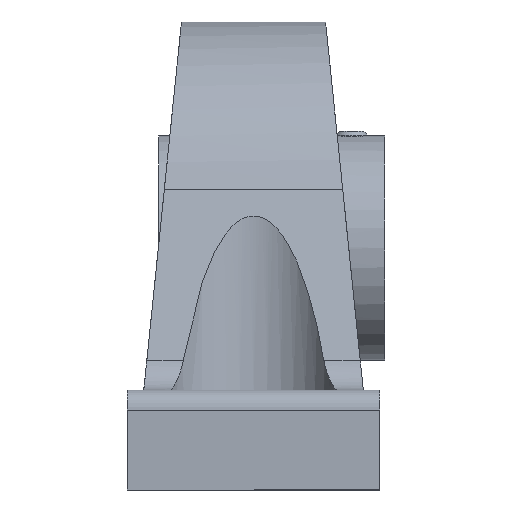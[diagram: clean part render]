
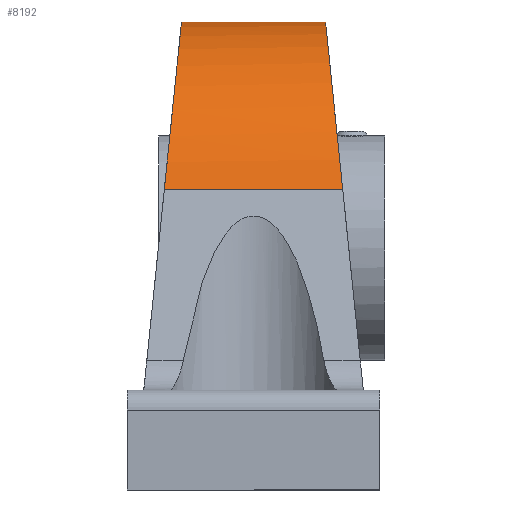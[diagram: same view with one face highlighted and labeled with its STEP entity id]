
A CAD part, left-side view. The second image highlights one B-rep face of the part: STEP entity #8192.
In plain terms, the highlighted cylindrical face has radius 34.133 mm (diameter 68.265 mm), a partial arc.
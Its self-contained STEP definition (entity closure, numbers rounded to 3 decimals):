
#7919=CARTESIAN_POINT('POINT388',(19.418,
   -13.451,45.347));
#7920=VERTEX_POINT('VERTEX388',#7919);
#7927=CARTESIAN_POINT('POINT389',(19.418,
   13.451,45.347));
#7928=VERTEX_POINT('VERTEX389',#7927);
#7929=CARTESIAN_POINT('POS387',(19.418,18.098,
   45.347));
#7930=DIRECTION('DIR619',(0.,-1.,
   0.));
#7931=VECTOR('VEC155',#7930,25.4);
#7932=LINE('STRAIGHT155',#7929,#7931);
#7933=EDGE_CURVE('EDGE589',#7928,#7920,#7932,.T.);
#7964=CARTESIAN_POINT('POINT390',(85.357,
   13.451,45.347));
#7965=VERTEX_POINT('VERTEX390',#7964);
#7966=CARTESIAN_POINT('POS390',(52.388,14.356,
   36.513));
#7967=DIRECTION('DIR623',(0.,-0.995,
   -0.102));
#7968=DIRECTION('DIR624',(0.,-0.102,
   0.995));
#7969=AXIS2_PLACEMENT_3D('AXIS234',#7966,#7967,#7968);
#7970=ELLIPSE('ELLIPSE132',#7969,34.311,34.133);
#7971=EDGE_CURVE('EDGE591',#7965,#7928,#7970,.T.);
#7991=CARTESIAN_POINT('POINT391',(85.357,
   -13.451,45.347));
#7992=VERTEX_POINT('VERTEX391',#7991);
#7993=CARTESIAN_POINT('POS393',(85.357,18.098,
   45.347));
#7994=DIRECTION('DIR628',(0.,-1.,
   0.));
#7995=VECTOR('VEC158',#7994,25.4);
#7996=LINE('STRAIGHT158',#7993,#7995);
#7997=EDGE_CURVE('EDGE593',#7965,#7992,#7996,.T.);
#8022=CARTESIAN_POINT('POS396',(52.388,-14.356,
   36.513));
#8023=DIRECTION('DIR632',(0.,0.995,
   -0.102));
#8024=DIRECTION('DIR633',(0.,0.102,
   0.995));
#8025=AXIS2_PLACEMENT_3D('AXIS237',#8022,#8023,#8024);
#8026=ELLIPSE('ELLIPSE133',#8025,34.311,34.133);
#8027=EDGE_CURVE('EDGE595',#7920,#7992,#8026,.T.);
#8133=ORIENTED_EDGE('COEDGE1196',*,*,#8027,.T.);
#8134=ORIENTED_EDGE('COEDGE1197',*,*,#7997,.F.);
#8135=ORIENTED_EDGE('COEDGE1198',*,*,#7971,.T.);
#8136=ORIENTED_EDGE('COEDGE1199',*,*,#7933,.T.);
#8137=EDGE_LOOP('NONE',(#8133,#8134,#8135,#8136));
#8138=FACE_BOUND('LOOP1',#8137,.T.);
#8139=CARTESIAN_POINT('POINT399',(74.153,
   0.,62.805));
#8140=VERTEX_POINT('VERTEX399',#8139);
#8141=CARTESIAN_POINT('POINT400',(78.68,
   0.,58.278));
#8142=VERTEX_POINT('VERTEX400',#8141);
#8143=B_SPLINE_CURVE_WITH_KNOTS('SPLINE_CRV219',3,(#8144,#8145,#8146,
   #8147,#8148,#8149,#8150,#8151,#8152,#8153,#8154,#8155,#8156,#8157,
   #8158,#8159,#8160,#8161),.UNSPECIFIED.,.F.,.F.,(4,2,2,2,2,2,2,2,4),(
   0.,0.047,0.095,
   0.142,0.19,0.237,
   0.285,0.332,0.38),
   .UNSPECIFIED.);
#8144=CARTESIAN_POINT('',(74.153,0.,
   62.805));
#8145=CARTESIAN_POINT('',(74.153,-0.402,
   62.805));
#8146=CARTESIAN_POINT('',(74.216,-0.831,
   62.753));
#8147=CARTESIAN_POINT('',(74.467,-1.619,
   62.542));
#8148=CARTESIAN_POINT('',(74.655,-1.979,
   62.382));
#8149=CARTESIAN_POINT('',(75.084,-2.547,
   62.007));
#8150=CARTESIAN_POINT('',(75.352,-2.793,
   61.767));
#8151=CARTESIAN_POINT('',(75.93,-3.12,
   61.23));
#8152=CARTESIAN_POINT('',(76.239,-3.2,
   60.932));
#8153=CARTESIAN_POINT('',(76.807,-3.2,
   60.364));
#8154=CARTESIAN_POINT('',(77.105,-3.12,
   60.055));
#8155=CARTESIAN_POINT('',(77.642,-2.793,
   59.477));
#8156=CARTESIAN_POINT('',(77.882,-2.547,
   59.209));
#8157=CARTESIAN_POINT('',(78.257,-1.979,
   58.78));
#8158=CARTESIAN_POINT('',(78.417,-1.619,
   58.592));
#8159=CARTESIAN_POINT('',(78.628,-0.831,
   58.341));
#8160=CARTESIAN_POINT('',(78.68,-0.402,
   58.278));
#8161=CARTESIAN_POINT('',(78.68,0.,
   58.278));
#8162=EDGE_CURVE('EDGE605',#8140,#8142,#8143,.T.);
#8163=ORIENTED_EDGE('COEDGE1200',*,*,#8162,.F.);
#8164=B_SPLINE_CURVE_WITH_KNOTS('SPLINE_CRV220',3,(#8165,#8166,#8167,
   #8168,#8169,#8170,#8171,#8172,#8173,#8174,#8175,#8176,#8177,#8178,
   #8179,#8180,#8181,#8182),.UNSPECIFIED.,.F.,.F.,(4,2,2,2,2,2,2,2,4),(
   0.38,0.427,0.475,
   0.522,0.57,0.617,
   0.665,0.712,0.76),
   .UNSPECIFIED.);
#8165=CARTESIAN_POINT('',(78.68,0.,
   58.278));
#8166=CARTESIAN_POINT('',(78.68,0.402,
   58.278));
#8167=CARTESIAN_POINT('',(78.628,0.831,
   58.341));
#8168=CARTESIAN_POINT('',(78.417,1.619,
   58.592));
#8169=CARTESIAN_POINT('',(78.257,1.979,
   58.78));
#8170=CARTESIAN_POINT('',(77.882,2.547,
   59.209));
#8171=CARTESIAN_POINT('',(77.642,2.793,
   59.477));
#8172=CARTESIAN_POINT('',(77.105,3.12,
   60.055));
#8173=CARTESIAN_POINT('',(76.807,3.2,
   60.364));
#8174=CARTESIAN_POINT('',(76.239,3.2,
   60.932));
#8175=CARTESIAN_POINT('',(75.93,3.12,
   61.23));
#8176=CARTESIAN_POINT('',(75.352,2.793,
   61.767));
#8177=CARTESIAN_POINT('',(75.084,2.547,
   62.007));
#8178=CARTESIAN_POINT('',(74.655,1.979,
   62.382));
#8179=CARTESIAN_POINT('',(74.467,1.619,
   62.542));
#8180=CARTESIAN_POINT('',(74.216,0.831,
   62.753));
#8181=CARTESIAN_POINT('',(74.153,0.402,
   62.805));
#8182=CARTESIAN_POINT('',(74.153,0.,
   62.805));
#8183=EDGE_CURVE('EDGE606',#8142,#8140,#8164,.T.);
#8184=ORIENTED_EDGE('COEDGE1201',*,*,#8183,.F.);
#8185=EDGE_LOOP('NONE',(#8163,#8184));
#8186=FACE_BOUND('LOOP1',#8185,.T.);
#8187=CARTESIAN_POINT('POS405',(52.388,18.098,36.513))
   ;
#8188=DIRECTION('DIR646',(0.,-1.,
   0.));
#8189=DIRECTION('DIR647',(-0.966,0.,
   0.259));
#8190=AXIS2_PLACEMENT_3D('AXIS242',#8187,#8188,#8189);
#8191=CYLINDRICAL_SURFACE('CONE_SURF36',#8190,34.133);
#8192=ADVANCED_FACE('FACE203',(#8138,#8186),#8191,.T.);
